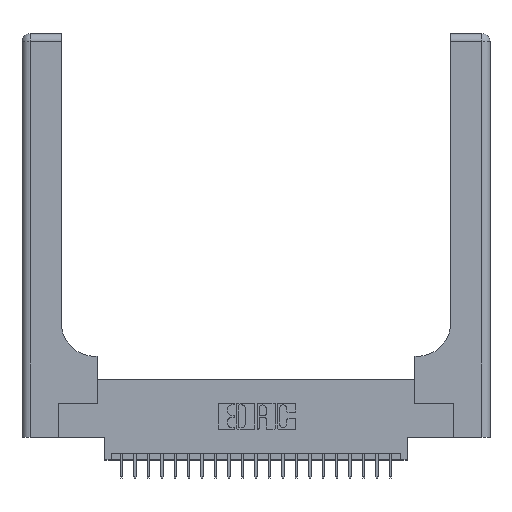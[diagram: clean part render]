
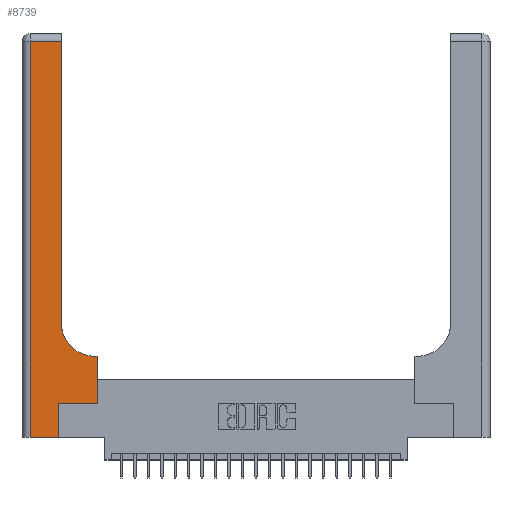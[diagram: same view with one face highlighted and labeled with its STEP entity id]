
A CAD part, top view. The second image highlights one B-rep face of the part: STEP entity #8739.
In plain terms, the highlighted planar face has unit normal (0, 0, 1).
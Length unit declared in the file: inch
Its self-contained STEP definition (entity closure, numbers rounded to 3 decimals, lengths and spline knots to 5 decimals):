
#32 = DIRECTION ( 'NONE',  ( -1., 0., 0. ) ) ;
#307 = VECTOR ( 'NONE', #13344, 39.37008 ) ;
#454 = ORIENTED_EDGE ( 'NONE', *, *, #18011, .T. ) ;
#527 = CARTESIAN_POINT ( 'NONE',  ( 0.5585, 0.25, 0.37 ) ) ;
#579 = AXIS2_PLACEMENT_3D ( 'NONE', #11489, #3409, #32 ) ;
#1005 = ORIENTED_EDGE ( 'NONE', *, *, #9017, .T. ) ;
#1144 = CARTESIAN_POINT ( 'NONE',  ( 0.2915, 3., 0.37 ) ) ;
#1335 = LINE ( 'NONE', #16563, #11462 ) ;
#1347 = EDGE_CURVE ( 'NONE', #23055, #7920, #21414, .T. ) ;
#1673 = CARTESIAN_POINT ( 'NONE',  ( 0.06, 0., 0.37 ) ) ;
#1918 = CARTESIAN_POINT ( 'NONE',  ( 0.2915, 0.6, 0.37 ) ) ;
#1998 = VERTEX_POINT ( 'NONE', #1673 ) ;
#2073 = ORIENTED_EDGE ( 'NONE', *, *, #10400, .T. ) ;
#2516 = EDGE_CURVE ( 'NONE', #1998, #23055, #19532, .T. ) ;
#3263 = EDGE_CURVE ( 'NONE', #17986, #1998, #1335, .T. ) ;
#3409 = DIRECTION ( 'NONE',  ( 0., 0., -1. ) ) ;
#3907 = CARTESIAN_POINT ( 'NONE',  ( 0.06, 2.94, 0.37 ) ) ;
#4423 = CARTESIAN_POINT ( 'NONE',  ( 0., 2.94, 0.37 ) ) ;
#4830 = CARTESIAN_POINT ( 'NONE',  ( 0.5585, 0.6, 0.37 ) ) ;
#5429 = CIRCLE ( 'NONE', #22614, 0.25 ) ;
#6052 = DIRECTION ( 'NONE',  ( -1., 0., 0. ) ) ;
#6430 = VERTEX_POINT ( 'NONE', #18838 ) ;
#6754 = DIRECTION ( 'NONE',  ( 0., 1., 0. ) ) ;
#6980 = VERTEX_POINT ( 'NONE', #22567 ) ;
#7038 = DIRECTION ( 'NONE',  ( 0., 0., -1. ) ) ;
#7920 = VERTEX_POINT ( 'NONE', #14043 ) ;
#8114 = VERTEX_POINT ( 'NONE', #4830 ) ;
#8739 = ADVANCED_FACE ( 'NONE', ( #15131 ), #13237, .F. ) ;
#9017 = EDGE_CURVE ( 'NONE', #6430, #13807, #18238, .T. ) ;
#9472 = VECTOR ( 'NONE', #6052, 39.37008 ) ;
#9541 = ORIENTED_EDGE ( 'NONE', *, *, #2516, .T. ) ;
#9730 = VECTOR ( 'NONE', #24148, 39.37008 ) ;
#10400 = EDGE_CURVE ( 'NONE', #17416, #6430, #5429, .T. ) ;
#11462 = VECTOR ( 'NONE', #24227, 39.37008 ) ;
#11489 = CARTESIAN_POINT ( 'NONE',  ( 0., 3., 0.37 ) ) ;
#11748 = DIRECTION ( 'NONE',  ( -1., 0., 0. ) ) ;
#11851 = DIRECTION ( 'NONE',  ( 1., 0., 0. ) ) ;
#11975 = VECTOR ( 'NONE', #11851, 39.37008 ) ;
#12595 = VECTOR ( 'NONE', #13597, 39.37008 ) ;
#13237 = PLANE ( 'NONE',  #579 ) ;
#13344 = DIRECTION ( 'NONE',  ( 1., 0., 0. ) ) ;
#13597 = DIRECTION ( 'NONE',  ( 0., 1., 0. ) ) ;
#13807 = VERTEX_POINT ( 'NONE', #19072 ) ;
#13896 = ORIENTED_EDGE ( 'NONE', *, *, #18027, .T. ) ;
#14043 = CARTESIAN_POINT ( 'NONE',  ( 0.269, 0.25, 0.37 ) ) ;
#14640 = DIRECTION ( 'NONE',  ( 1., 0., 0. ) ) ;
#15131 = FACE_OUTER_BOUND ( 'NONE', #17095, .T. ) ;
#15369 = EDGE_CURVE ( 'NONE', #13807, #17986, #17264, .T. ) ;
#15522 = ORIENTED_EDGE ( 'NONE', *, *, #3263, .T. ) ;
#16563 = CARTESIAN_POINT ( 'NONE',  ( 0.06, 3., 0.37 ) ) ;
#16784 = VECTOR ( 'NONE', #6754, 39.37008 ) ;
#17095 = EDGE_LOOP ( 'NONE', ( #1005, #21647, #15522, #9541, #20965, #13896, #454, #20925, #2073 ) ) ;
#17130 = CARTESIAN_POINT ( 'NONE',  ( 0.269, 0., 0.37 ) ) ;
#17264 = LINE ( 'NONE', #4423, #9472 ) ;
#17416 = VERTEX_POINT ( 'NONE', #19499 ) ;
#17590 = CARTESIAN_POINT ( 'NONE',  ( 0.269, 0., 0.37 ) ) ;
#17986 = VERTEX_POINT ( 'NONE', #3907 ) ;
#17995 = CARTESIAN_POINT ( 'NONE',  ( 0.269, 0.25, 0.37 ) ) ;
#18011 = EDGE_CURVE ( 'NONE', #6980, #8114, #23556, .T. ) ;
#18027 = EDGE_CURVE ( 'NONE', #7920, #6980, #21550, .T. ) ;
#18238 = LINE ( 'NONE', #1144, #9730 ) ;
#18838 = CARTESIAN_POINT ( 'NONE',  ( 0.2915, 0.85, 0.37 ) ) ;
#19051 = LINE ( 'NONE', #1918, #20706 ) ;
#19072 = CARTESIAN_POINT ( 'NONE',  ( 0.2915, 2.94, 0.37 ) ) ;
#19499 = CARTESIAN_POINT ( 'NONE',  ( 0.5415, 0.6, 0.37 ) ) ;
#19532 = LINE ( 'NONE', #21546, #307 ) ;
#20706 = VECTOR ( 'NONE', #11748, 39.37008 ) ;
#20925 = ORIENTED_EDGE ( 'NONE', *, *, #23842, .T. ) ;
#20965 = ORIENTED_EDGE ( 'NONE', *, *, #1347, .T. ) ;
#21414 = LINE ( 'NONE', #17130, #12595 ) ;
#21546 = CARTESIAN_POINT ( 'NONE',  ( 0., 0., 0.37 ) ) ;
#21550 = LINE ( 'NONE', #17995, #11975 ) ;
#21647 = ORIENTED_EDGE ( 'NONE', *, *, #15369, .T. ) ;
#22567 = CARTESIAN_POINT ( 'NONE',  ( 0.5585, 0.25, 0.37 ) ) ;
#22614 = AXIS2_PLACEMENT_3D ( 'NONE', #22700, #7038, #14640 ) ;
#22700 = CARTESIAN_POINT ( 'NONE',  ( 0.5415, 0.85, 0.37 ) ) ;
#23055 = VERTEX_POINT ( 'NONE', #17590 ) ;
#23556 = LINE ( 'NONE', #527, #16784 ) ;
#23842 = EDGE_CURVE ( 'NONE', #8114, #17416, #19051, .T. ) ;
#24148 = DIRECTION ( 'NONE',  ( 0., 1., 0. ) ) ;
#24227 = DIRECTION ( 'NONE',  ( 0., -1., 0. ) ) ;
